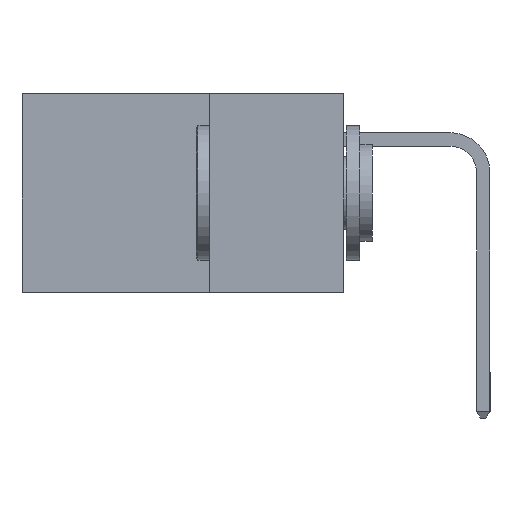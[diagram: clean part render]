
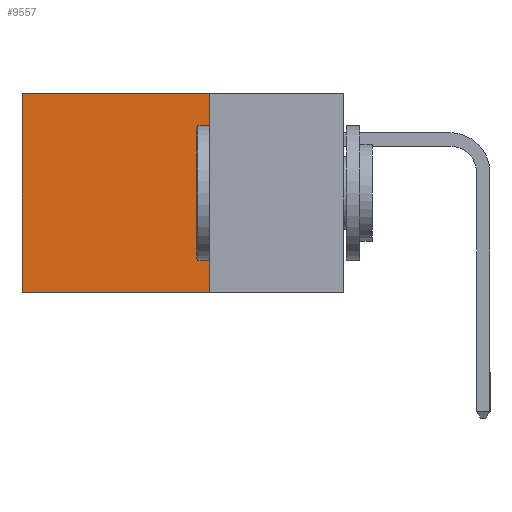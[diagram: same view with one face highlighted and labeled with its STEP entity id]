
A CAD part, left-side view. The second image highlights one B-rep face of the part: STEP entity #9557.
In plain terms, the highlighted planar face has unit normal (-1, 0, 0).
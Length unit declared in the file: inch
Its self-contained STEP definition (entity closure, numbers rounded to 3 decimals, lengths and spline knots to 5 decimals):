
#425 = VECTOR ( 'NONE', #23660, 39.37008 ) ;
#630 = CARTESIAN_POINT ( 'NONE',  ( 0.2615, 0.6, 0. ) ) ;
#635 = EDGE_CURVE ( 'NONE', #11256, #18821, #4056, .T. ) ;
#820 = VECTOR ( 'NONE', #22596, 39.37008 ) ;
#1884 = CARTESIAN_POINT ( 'NONE',  ( 0.2615, 0.6, -0.37 ) ) ;
#1917 = DIRECTION ( 'NONE',  ( 0., 0., -1. ) ) ;
#2092 = VECTOR ( 'NONE', #1917, 39.37008 ) ;
#2303 = DIRECTION ( 'NONE',  ( 1., 0., 0. ) ) ;
#3528 = CARTESIAN_POINT ( 'NONE',  ( 0.2615, 0.25, -0.37 ) ) ;
#4056 = LINE ( 'NONE', #5563, #2092 ) ;
#4317 = FACE_OUTER_BOUND ( 'NONE', #14520, .T. ) ;
#4408 = EDGE_CURVE ( 'NONE', #11256, #17657, #7686, .T. ) ;
#5563 = CARTESIAN_POINT ( 'NONE',  ( 0.2615, 0.25, -0.37 ) ) ;
#5634 = AXIS2_PLACEMENT_3D ( 'NONE', #6578, #2303, #9997 ) ;
#6578 = CARTESIAN_POINT ( 'NONE',  ( 0.2615, 0.25, -0.37 ) ) ;
#7046 = ORIENTED_EDGE ( 'NONE', *, *, #635, .F. ) ;
#7686 = LINE ( 'NONE', #15420, #820 ) ;
#8188 = VECTOR ( 'NONE', #22868, 39.37008 ) ;
#8567 = ORIENTED_EDGE ( 'NONE', *, *, #4408, .T. ) ;
#9557 = ADVANCED_FACE ( 'NONE', ( #4317 ), #19619, .F. ) ;
#9997 = DIRECTION ( 'NONE',  ( 0., 0., -1. ) ) ;
#11256 = VERTEX_POINT ( 'NONE', #17556 ) ;
#12950 = ORIENTED_EDGE ( 'NONE', *, *, #20235, .T. ) ;
#13035 = CARTESIAN_POINT ( 'NONE',  ( 0.2615, 0.25, -0.37 ) ) ;
#13130 = LINE ( 'NONE', #3528, #8188 ) ;
#13934 = LINE ( 'NONE', #21629, #425 ) ;
#14520 = EDGE_LOOP ( 'NONE', ( #12950, #19235, #7046, #8567 ) ) ;
#15420 = CARTESIAN_POINT ( 'NONE',  ( 0.2615, 0.25, 0. ) ) ;
#17556 = CARTESIAN_POINT ( 'NONE',  ( 0.2615, 0.25, 0. ) ) ;
#17567 = EDGE_CURVE ( 'NONE', #18821, #19152, #13130, .T. ) ;
#17657 = VERTEX_POINT ( 'NONE', #630 ) ;
#18821 = VERTEX_POINT ( 'NONE', #13035 ) ;
#19152 = VERTEX_POINT ( 'NONE', #1884 ) ;
#19235 = ORIENTED_EDGE ( 'NONE', *, *, #17567, .F. ) ;
#19619 = PLANE ( 'NONE',  #5634 ) ;
#20235 = EDGE_CURVE ( 'NONE', #17657, #19152, #13934, .T. ) ;
#21629 = CARTESIAN_POINT ( 'NONE',  ( 0.2615, 0.6, -0.37 ) ) ;
#22596 = DIRECTION ( 'NONE',  ( 0., 1., 0. ) ) ;
#22868 = DIRECTION ( 'NONE',  ( 0., 1., 0. ) ) ;
#23660 = DIRECTION ( 'NONE',  ( 0., 0., -1. ) ) ;
